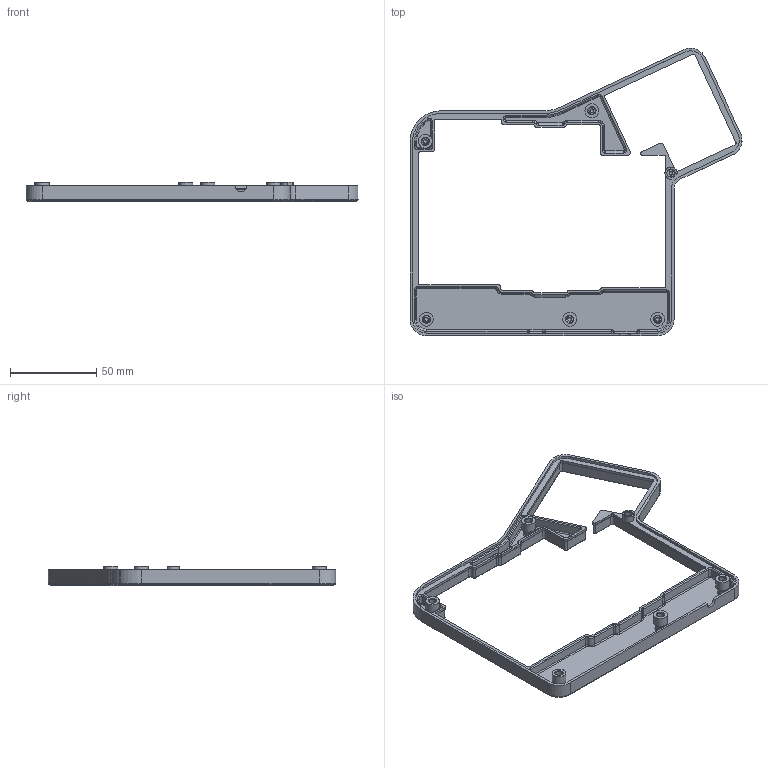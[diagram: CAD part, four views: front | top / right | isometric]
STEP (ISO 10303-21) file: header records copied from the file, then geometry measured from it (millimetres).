
FILE_DESCRIPTION(('STEP AP214'), '1');
FILE_NAME('TopLeftCase', '2022-10-09T04:38:04', ('exepirit'), (''), 'C3D Converter', 'C3D Toolkit', '');
FILE_SCHEMA(('AUTOMOTIVE_DESIGN { 1 0 10303 214 3 1 1}'));
Length unit declared in the file: millimetre
Products named in the file (1): TopLeftCase
Bounding box: 192.09 x 166.29 x 11.51 mm (x, y, z)
Surface area: 31373.6 mm2 (no closed solid volume)
Topology: 0 solids, 1 shells, 655 faces, 1543 edges, 904 vertices
Faces by surface type: cylinder 252, plane 174, torus 156, bspline 55, cone 14, sphere 4
Full cylindrical faces by diameter (mm): 2.261 x6, 4 x6, 5.334 x5, 8 x5
Entity records: 28624 total; most frequent: CARTESIAN_POINT 8708, DIRECTION 3139, ORIENTED_EDGE 2975, EDGE_CURVE 1488, AXIS2_PLACEMENT_3D 1248, VERTEX_POINT 898, EDGE_LOOP 723, COLOUR_RGB 656
